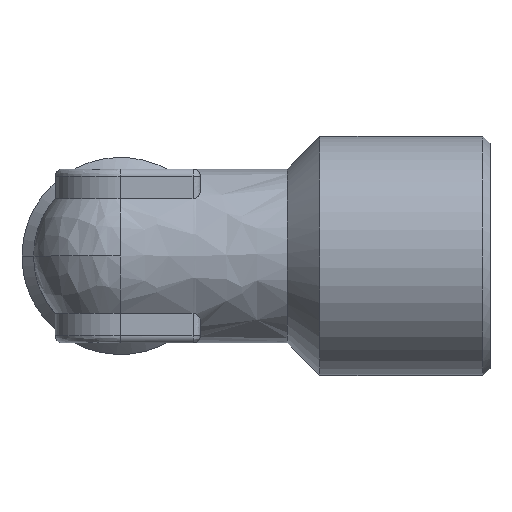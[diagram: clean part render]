
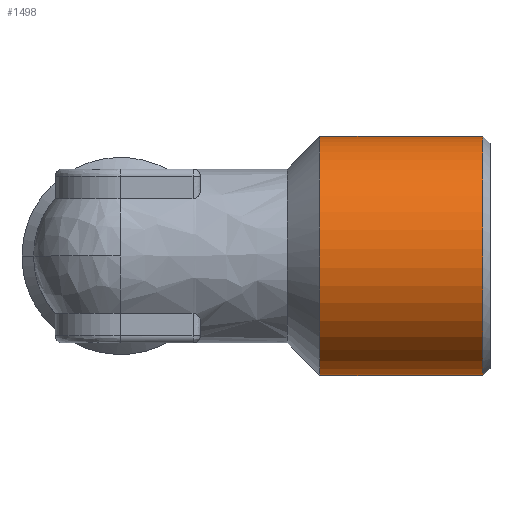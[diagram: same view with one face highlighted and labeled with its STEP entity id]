
A CAD part, left-side view. The second image highlights one B-rep face of the part: STEP entity #1498.
In plain terms, the highlighted free-form (B-spline) face has degree [1, 3] with [2, 4] control points.
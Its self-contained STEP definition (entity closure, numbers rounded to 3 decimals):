
#160 = CARTESIAN_POINT ( 'NONE',  ( 0., 13.25, -8.25 ) ) ;
#173 = CARTESIAN_POINT ( 'NONE',  ( -16.5, 13.25, 8.25 ) ) ;
#182 = CARTESIAN_POINT ( 'NONE',  ( 0., 13.25, 8.25 ) ) ;
#288 = ORIENTED_EDGE ( 'NONE', *, *, #860, .T. ) ;
#386 = CARTESIAN_POINT ( 'NONE',  ( -16.5, 2., -8.25 ) ) ;
#408 = CARTESIAN_POINT ( 'NONE',  ( 0., 2., 8.25 ) ) ;
#440 = CARTESIAN_POINT ( 'NONE',  ( -16.5, 13.25, -8.25 ) ) ;
#572 = FACE_OUTER_BOUND ( 'NONE', #1984, .T. ) ;
#722 = CARTESIAN_POINT ( 'NONE',  ( 0., 13.25, 8.25 ) ) ;
#860 = EDGE_CURVE ( 'NONE', #3320, #1801, #1966, .T. ) ;
#897 = VERTEX_POINT ( 'NONE', #1594 ) ;
#925 =( BOUNDED_CURVE ( )  B_SPLINE_CURVE ( 3, ( #2892, #440, #3216, #3455 ),
 .UNSPECIFIED., .F., .T. ) 
 B_SPLINE_CURVE_WITH_KNOTS ( ( 4, 4 ),
 ( -3.142, 0. ),
 .UNSPECIFIED. ) 
 CURVE ( )  GEOMETRIC_REPRESENTATION_ITEM ( )  RATIONAL_B_SPLINE_CURVE ( ( 1., 0.333, 0.333, 1. ) ) 
 REPRESENTATION_ITEM ( '' )  );
#977 = CARTESIAN_POINT ( 'NONE',  ( 0., 2., 8.25 ) ) ;
#1310 = CARTESIAN_POINT ( 'NONE',  ( -16.5, 2., -8.25 ) ) ;
#1423 = ORIENTED_EDGE ( 'NONE', *, *, #1447, .F. ) ;
#1447 = EDGE_CURVE ( 'NONE', #3187, #897, #925, .T. ) ;
#1498 = ADVANCED_FACE ( 'NONE', ( #572 ), #3419, .F. ) ;
#1594 = CARTESIAN_POINT ( 'NONE',  ( 0., 13.25, 8.25 ) ) ;
#1675 = B_SPLINE_CURVE_WITH_KNOTS ( 'NONE', 1,
 ( #977, #182 ),
 .UNSPECIFIED., .F., .F.,
 ( 2, 2 ),
 ( -1., 0. ),
 .UNSPECIFIED. ) ;
#1801 = VERTEX_POINT ( 'NONE', #408 ) ;
#1966 =( BOUNDED_CURVE ( )  B_SPLINE_CURVE ( 3, ( #2919, #386, #3217, #2908 ),
 .UNSPECIFIED., .F., .F. ) 
 B_SPLINE_CURVE_WITH_KNOTS ( ( 4, 4 ),
 ( -3.142, 0. ),
 .UNSPECIFIED. ) 
 CURVE ( )  GEOMETRIC_REPRESENTATION_ITEM ( )  RATIONAL_B_SPLINE_CURVE ( ( 1., 0.333, 0.333, 1. ) ) 
 REPRESENTATION_ITEM ( '' )  );
#1984 = EDGE_LOOP ( 'NONE', ( #1423, #3097, #288, #3214 ) ) ;
#2374 = EDGE_CURVE ( 'NONE', #3187, #3320, #2721, .T. ) ;
#2378 = CARTESIAN_POINT ( 'NONE',  ( -16.5, 13.25, -8.25 ) ) ;
#2403 = CARTESIAN_POINT ( 'NONE',  ( 0., 2., -8.25 ) ) ;
#2423 = EDGE_CURVE ( 'NONE', #1801, #897, #1675, .T. ) ;
#2426 = CARTESIAN_POINT ( 'NONE',  ( 0., 13.25, -8.25 ) ) ;
#2602 = CARTESIAN_POINT ( 'NONE',  ( 0., 2., -8.25 ) ) ;
#2670 = CARTESIAN_POINT ( 'NONE',  ( -16.5, 2., 8.25 ) ) ;
#2721 = B_SPLINE_CURVE_WITH_KNOTS ( 'NONE', 1,
 ( #160, #2941 ),
 .UNSPECIFIED., .F., .F.,
 ( 2, 2 ),
 ( -1., 0. ),
 .UNSPECIFIED. ) ;
#2892 = CARTESIAN_POINT ( 'NONE',  ( 0., 13.25, -8.25 ) ) ;
#2908 = CARTESIAN_POINT ( 'NONE',  ( 0., 2., 8.25 ) ) ;
#2919 = CARTESIAN_POINT ( 'NONE',  ( 0., 2., -8.25 ) ) ;
#2941 = CARTESIAN_POINT ( 'NONE',  ( 0., 2., -8.25 ) ) ;
#3097 = ORIENTED_EDGE ( 'NONE', *, *, #2374, .T. ) ;
#3187 = VERTEX_POINT ( 'NONE', #3516 ) ;
#3214 = ORIENTED_EDGE ( 'NONE', *, *, #2423, .T. ) ;
#3216 = CARTESIAN_POINT ( 'NONE',  ( -16.5, 13.25, 8.25 ) ) ;
#3217 = CARTESIAN_POINT ( 'NONE',  ( -16.5, 2., 8.25 ) ) ;
#3249 = CARTESIAN_POINT ( 'NONE',  ( 0., 2., 8.25 ) ) ;
#3320 = VERTEX_POINT ( 'NONE', #2602 ) ;
#3419 =( BOUNDED_SURFACE ( )  B_SPLINE_SURFACE ( 1, 3, ( 
 ( #722, #173, #2378, #2426 ),
 ( #3249, #2670, #1310, #2403 ) ),
 .UNSPECIFIED., .F., .F., .F. ) 
 B_SPLINE_SURFACE_WITH_KNOTS ( ( 2, 2 ),
 ( 4, 4 ),
 ( 0., 1. ),
 ( 0., 1. ),
 .UNSPECIFIED. ) 
 GEOMETRIC_REPRESENTATION_ITEM ( )  RATIONAL_B_SPLINE_SURFACE ( (
 ( 1., 0.333, 0.333, 1.),
 ( 1., 0.333, 0.333, 1.) ) ) 
 REPRESENTATION_ITEM ( '' )  SURFACE ( )  );
#3455 = CARTESIAN_POINT ( 'NONE',  ( 0., 13.25, 8.25 ) ) ;
#3516 = CARTESIAN_POINT ( 'NONE',  ( 0., 13.25, -8.25 ) ) ;
